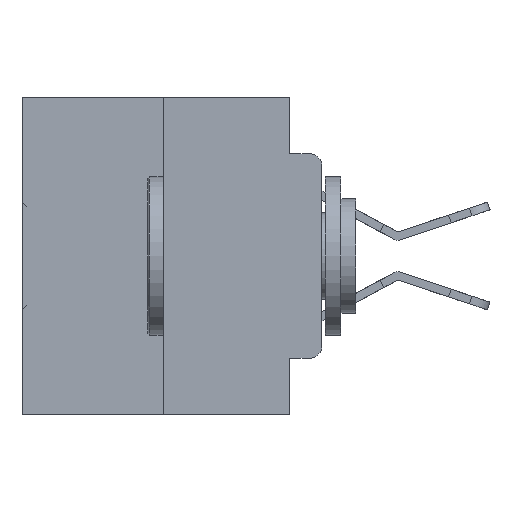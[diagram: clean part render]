
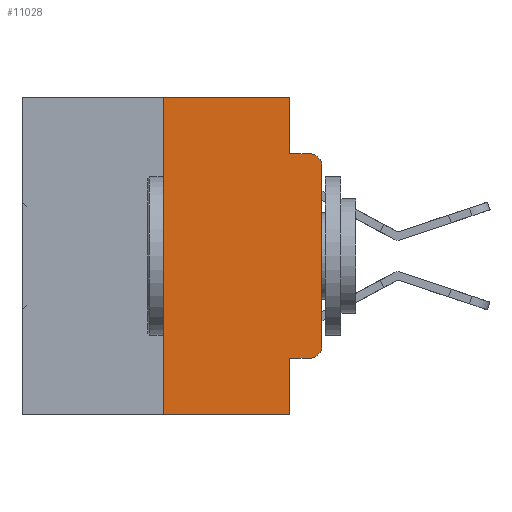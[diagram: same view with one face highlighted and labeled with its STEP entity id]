
A CAD part, left-side view. The second image highlights one B-rep face of the part: STEP entity #11028.
In plain terms, the highlighted planar face has unit normal (-1, 0, 0).
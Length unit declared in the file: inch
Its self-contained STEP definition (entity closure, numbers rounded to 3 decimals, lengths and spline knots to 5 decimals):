
#101 = ORIENTED_EDGE ( 'NONE', *, *, #34978, .T. ) ;
#304 = CARTESIAN_POINT ( 'NONE',  ( 0., 0., -0.3915 ) ) ;
#706 = VECTOR ( 'NONE', #16070, 39.37008 ) ;
#1314 = CARTESIAN_POINT ( 'NONE',  ( 0., 0.25, 0. ) ) ;
#1338 = VERTEX_POINT ( 'NONE', #3731 ) ;
#1846 = DIRECTION ( 'NONE',  ( 0., 0., 1. ) ) ;
#2271 = AXIS2_PLACEMENT_3D ( 'NONE', #29811, #13136, #32571 ) ;
#2687 = DIRECTION ( 'NONE',  ( -1., 0., 0. ) ) ;
#2883 = CARTESIAN_POINT ( 'NONE',  ( 0., 0.051, -0.4115 ) ) ;
#2922 = EDGE_CURVE ( 'NONE', #8516, #27824, #21570, .T. ) ;
#3143 = CARTESIAN_POINT ( 'NONE',  ( 0., 0.02, -0.0885 ) ) ;
#3511 = PLANE ( 'NONE',  #16164 ) ;
#3731 = CARTESIAN_POINT ( 'NONE',  ( 0., 0.051, -0.5 ) ) ;
#3906 = CARTESIAN_POINT ( 'NONE',  ( 0., 0.051, 0. ) ) ;
#4201 = EDGE_CURVE ( 'NONE', #34441, #9755, #16669, .T. ) ;
#4408 = EDGE_LOOP ( 'NONE', ( #33107, #33146, #30810, #30431, #31013, #31393, #23847, #33998, #101, #35982 ) ) ;
#4460 = AXIS2_PLACEMENT_3D ( 'NONE', #19601, #2687, #22400 ) ;
#4796 = VECTOR ( 'NONE', #24759, 39.37008 ) ;
#5481 = EDGE_CURVE ( 'NONE', #9755, #32017, #26589, .T. ) ;
#6385 = LINE ( 'NONE', #16744, #35184 ) ;
#6581 = LINE ( 'NONE', #21956, #4796 ) ;
#6704 = LINE ( 'NONE', #33495, #13359 ) ;
#6890 = VERTEX_POINT ( 'NONE', #2883 ) ;
#7241 = CIRCLE ( 'NONE', #4460, 0.02 ) ;
#8516 = VERTEX_POINT ( 'NONE', #1314 ) ;
#9218 = DIRECTION ( 'NONE',  ( 0., 0., -1. ) ) ;
#9755 = VERTEX_POINT ( 'NONE', #34622 ) ;
#10551 = CARTESIAN_POINT ( 'NONE',  ( 0., 0.051, 0. ) ) ;
#11028 = ADVANCED_FACE ( 'NONE', ( #26603 ), #3511, .F. ) ;
#12076 = LINE ( 'NONE', #10551, #33371 ) ;
#12956 = LINE ( 'NONE', #18775, #20432 ) ;
#13016 = CARTESIAN_POINT ( 'NONE',  ( 0., 0.473, 0. ) ) ;
#13136 = DIRECTION ( 'NONE',  ( -1., 0., 0. ) ) ;
#13220 = CARTESIAN_POINT ( 'NONE',  ( 0., 0., 0. ) ) ;
#13359 = VECTOR ( 'NONE', #14074, 39.37008 ) ;
#14074 = DIRECTION ( 'NONE',  ( 0., 0., -1. ) ) ;
#14339 = CARTESIAN_POINT ( 'NONE',  ( 0., 0.051, -0.0885 ) ) ;
#15783 = EDGE_CURVE ( 'NONE', #26742, #1338, #22390, .T. ) ;
#16070 = DIRECTION ( 'NONE',  ( 0., 0., 1. ) ) ;
#16164 = AXIS2_PLACEMENT_3D ( 'NONE', #23198, #26007, #9218 ) ;
#16669 = LINE ( 'NONE', #13220, #706 ) ;
#16744 = CARTESIAN_POINT ( 'NONE',  ( 0., 0.051, -0.4115 ) ) ;
#16963 = EDGE_CURVE ( 'NONE', #31663, #34441, #7241, .T. ) ;
#17617 = DIRECTION ( 'NONE',  ( 0., -1., 0. ) ) ;
#18063 = DIRECTION ( 'NONE',  ( 0., -1., 0. ) ) ;
#18167 = CARTESIAN_POINT ( 'NONE',  ( 0., 0.25, -0.5 ) ) ;
#18775 = CARTESIAN_POINT ( 'NONE',  ( 0., 0.25, 0. ) ) ;
#18822 = EDGE_CURVE ( 'NONE', #27824, #28920, #6704, .T. ) ;
#19601 = CARTESIAN_POINT ( 'NONE',  ( 0., 0.02, -0.3915 ) ) ;
#20432 = VECTOR ( 'NONE', #1846, 39.37008 ) ;
#21570 = LINE ( 'NONE', #13016, #35399 ) ;
#21956 = CARTESIAN_POINT ( 'NONE',  ( 0., 0.051, -0.0885 ) ) ;
#22390 = LINE ( 'NONE', #29201, #28887 ) ;
#22400 = DIRECTION ( 'NONE',  ( 0., 0., -1. ) ) ;
#23198 = CARTESIAN_POINT ( 'NONE',  ( 0., 0.473, 0. ) ) ;
#23847 = ORIENTED_EDGE ( 'NONE', *, *, #15783, .T. ) ;
#24495 = DIRECTION ( 'NONE',  ( 0., 0., -1. ) ) ;
#24759 = DIRECTION ( 'NONE',  ( 0., -1., 0. ) ) ;
#26007 = DIRECTION ( 'NONE',  ( 1., 0., 0. ) ) ;
#26351 = EDGE_CURVE ( 'NONE', #26742, #8516, #12956, .T. ) ;
#26397 = EDGE_CURVE ( 'NONE', #6890, #1338, #12076, .T. ) ;
#26589 = CIRCLE ( 'NONE', #2271, 0.02 ) ;
#26603 = FACE_OUTER_BOUND ( 'NONE', #4408, .T. ) ;
#26742 = VERTEX_POINT ( 'NONE', #18167 ) ;
#27824 = VERTEX_POINT ( 'NONE', #3906 ) ;
#27919 = DIRECTION ( 'NONE',  ( 0., -1., 0. ) ) ;
#28887 = VECTOR ( 'NONE', #18063, 39.37008 ) ;
#28920 = VERTEX_POINT ( 'NONE', #14339 ) ;
#29201 = CARTESIAN_POINT ( 'NONE',  ( 0., 0.473, -0.5 ) ) ;
#29635 = CARTESIAN_POINT ( 'NONE',  ( 0., 0.02, -0.4115 ) ) ;
#29811 = CARTESIAN_POINT ( 'NONE',  ( 0., 0.02, -0.1085 ) ) ;
#30431 = ORIENTED_EDGE ( 'NONE', *, *, #18822, .F. ) ;
#30810 = ORIENTED_EDGE ( 'NONE', *, *, #32440, .F. ) ;
#31013 = ORIENTED_EDGE ( 'NONE', *, *, #2922, .F. ) ;
#31393 = ORIENTED_EDGE ( 'NONE', *, *, #26351, .F. ) ;
#31663 = VERTEX_POINT ( 'NONE', #29635 ) ;
#32017 = VERTEX_POINT ( 'NONE', #3143 ) ;
#32440 = EDGE_CURVE ( 'NONE', #28920, #32017, #6581, .T. ) ;
#32571 = DIRECTION ( 'NONE',  ( 0., 0., -1. ) ) ;
#33107 = ORIENTED_EDGE ( 'NONE', *, *, #4201, .T. ) ;
#33146 = ORIENTED_EDGE ( 'NONE', *, *, #5481, .T. ) ;
#33371 = VECTOR ( 'NONE', #24495, 39.37008 ) ;
#33495 = CARTESIAN_POINT ( 'NONE',  ( 0., 0.051, 0. ) ) ;
#33998 = ORIENTED_EDGE ( 'NONE', *, *, #26397, .F. ) ;
#34441 = VERTEX_POINT ( 'NONE', #304 ) ;
#34622 = CARTESIAN_POINT ( 'NONE',  ( 0., 0., -0.1085 ) ) ;
#34978 = EDGE_CURVE ( 'NONE', #6890, #31663, #6385, .T. ) ;
#35184 = VECTOR ( 'NONE', #27919, 39.37008 ) ;
#35399 = VECTOR ( 'NONE', #17617, 39.37008 ) ;
#35982 = ORIENTED_EDGE ( 'NONE', *, *, #16963, .T. ) ;
